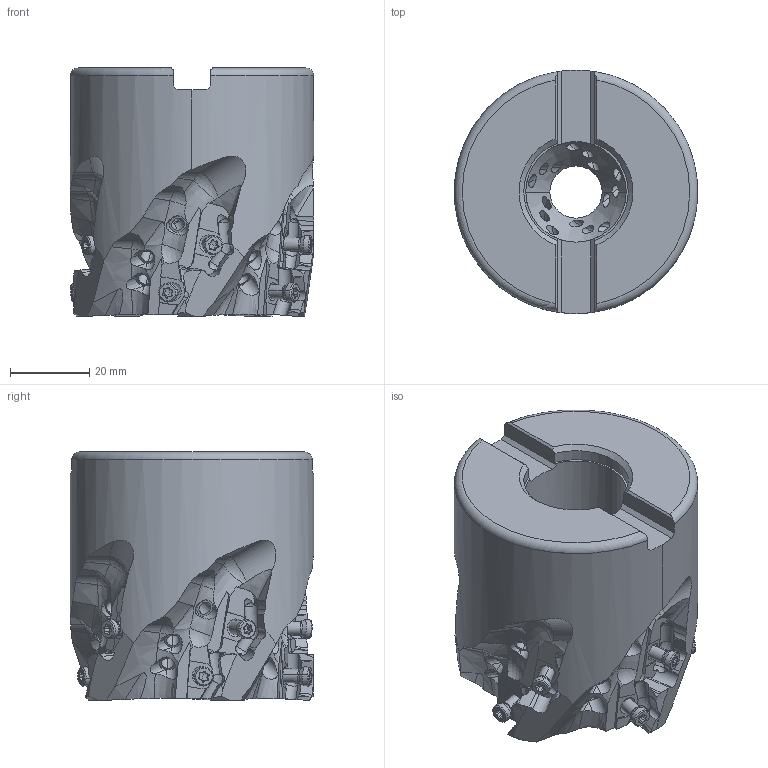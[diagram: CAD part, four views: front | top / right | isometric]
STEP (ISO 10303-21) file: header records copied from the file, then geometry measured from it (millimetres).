
FILE_DESCRIPTION(/* description */ (''),/* implementation_level */ '2;1');
FILE_NAME(/* name */ 'VFX5UR2505CA10.stp',/* time_stamp */ '2017-09-28T11:35:57+09:00',/* author */ (''),/* organization */ (''),/* preprocessor_version */ 'ST-DEVELOPER v16',/* originating_system */ 'SIEMENS PLM Software NX 10.0',/* authorisation */ '');
FILE_SCHEMA (('AUTOMOTIVE_DESIGN { 1 0 10303 214 3 1 1 1 }'));
Products named in the file (1): VFX5UR2505CA10_ASM
Bounding box: 61.5 x 61.5 x 62.7 mm (x, y, z)
Volume: 127217.1 mm3; surface area: 27511.3 mm2
Topology: 11 solids, 11 shells, 1098 faces, 3137 edges, 2030 vertices
Faces by surface type: cylinder 432, plane 320, cone 149, bspline 65, sphere 55, extrusion 45, torus 32
Entity records: 52072 total; most frequent: CARTESIAN_POINT 24717, ORIENTED_EDGE 6174, DIRECTION 5061, EDGE_CURVE 3087, VERTEX_POINT 2030, AXIS2_PLACEMENT_3D 1997, EDGE_LOOP 1149, B_SPLINE_CURVE_WITH_KNOTS 1149
